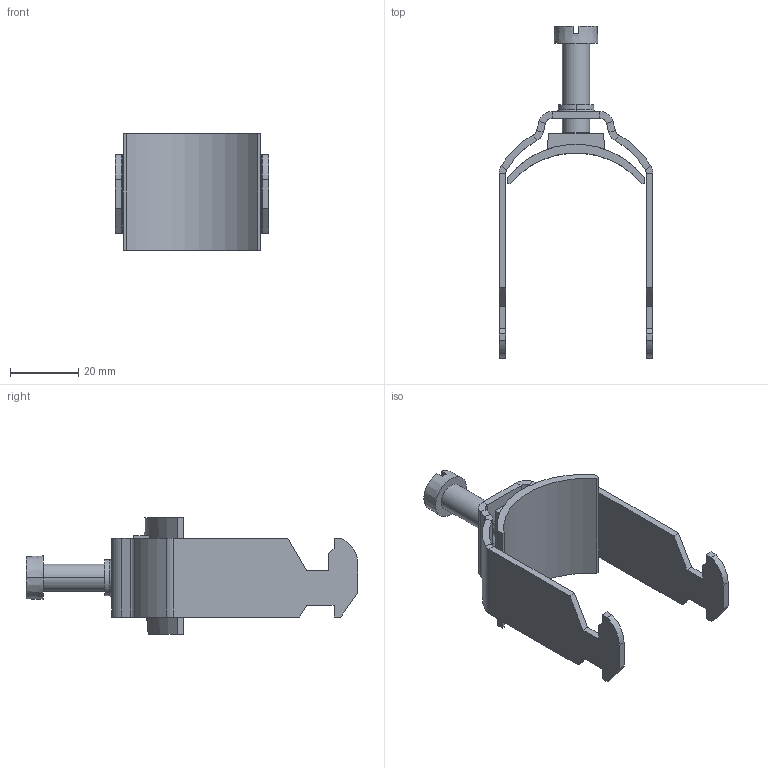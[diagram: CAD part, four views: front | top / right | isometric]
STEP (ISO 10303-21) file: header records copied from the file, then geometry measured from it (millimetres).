
FILE_DESCRIPTION (( 'STEP AP214' ), '1' );
FILE_NAME ('1183257.STP', '2016-05-18T06:41:33', ( '' ), ( '' ), 'SwSTEP 2.0', 'SolidWorks 2014', '' );
FILE_SCHEMA (( 'AUTOMOTIVE_DESIGN' ));
Length unit declared in the file: millimetre
Products named in the file (5): EB104-07-02_Standard; EB104-00-04_Standard; EB118-00-03_M6 x 26; EB104-07-01_Standard; 1183257
Assembly tree (4 placements, depth 2):
  1183257
    EB104-07-01_Standard
    EB118-00-03_M6 x 26
    EB104-00-04_Standard
    EB104-07-02_Standard
Bounding box: 45 x 97 x 34 mm (x, y, z)
Volume: 13237.4 mm3; surface area: 13928.8 mm2
Topology: 4 solids, 4 shells, 195 faces, 483 edges, 299 vertices
Faces by surface type: plane 147, cylinder 32, cone 10, torus 6
Entity records: 5891 total; most frequent: CARTESIAN_POINT 1036, DIRECTION 977, ORIENTED_EDGE 962, EDGE_CURVE 481, VECTOR 361, LINE 361, AXIS2_PLACEMENT_3D 308, VERTEX_POINT 299
